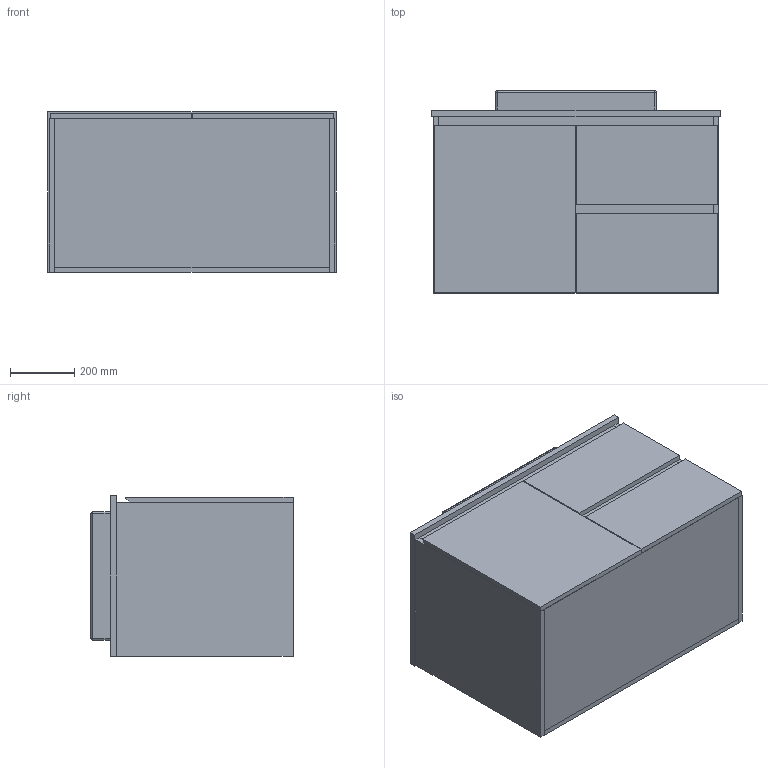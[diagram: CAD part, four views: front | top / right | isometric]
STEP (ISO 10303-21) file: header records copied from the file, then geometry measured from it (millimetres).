
FILE_DESCRIPTION (( 'STEP AP214' ), '1' );
FILE_NAME ('FD Benchtop 900 WH ASSEM.STEP', '2019-03-06T04:43:11', ( '' ), ( '' ), 'SwSTEP 2.0', 'SolidWorks 2015', '' );
FILE_SCHEMA (( 'AUTOMOTIVE_DESIGN' ));
Length unit declared in the file: millimetre
Products named in the file (7): FD Benchtop 900 WH ASSEM; 900 semi inset top ASSEM; Posh Solus Semi-Inset Basin ASSEM; Posh Solus Semi-Inset Basin; FD Benchtop 900 WH; 900 semi inset top; CERAMIC OVERFLOW COVER
Assembly tree (6 placements, depth 4):
  FD Benchtop 900 WH ASSEM
    FD Benchtop 900 WH
    900 semi inset top ASSEM
      900 semi inset top
      Posh Solus Semi-Inset Basin ASSEM
        Posh Solus Semi-Inset Basin
        CERAMIC OVERFLOW COVER
Bounding box: 900 x 630 x 500 mm (x, y, z)
Volume: 49545896.8 mm3; surface area: 6217409.2 mm2
Topology: 11 solids, 11 shells, 162 faces, 370 edges, 231 vertices
Faces by surface type: plane 115, cylinder 26, torus 8, bspline 7, sphere 6
Entity records: 5641 total; most frequent: CARTESIAN_POINT 1491, DIRECTION 763, ORIENTED_EDGE 732, EDGE_CURVE 366, LINE 257, VECTOR 257, AXIS2_PLACEMENT_3D 253, VERTEX_POINT 231
